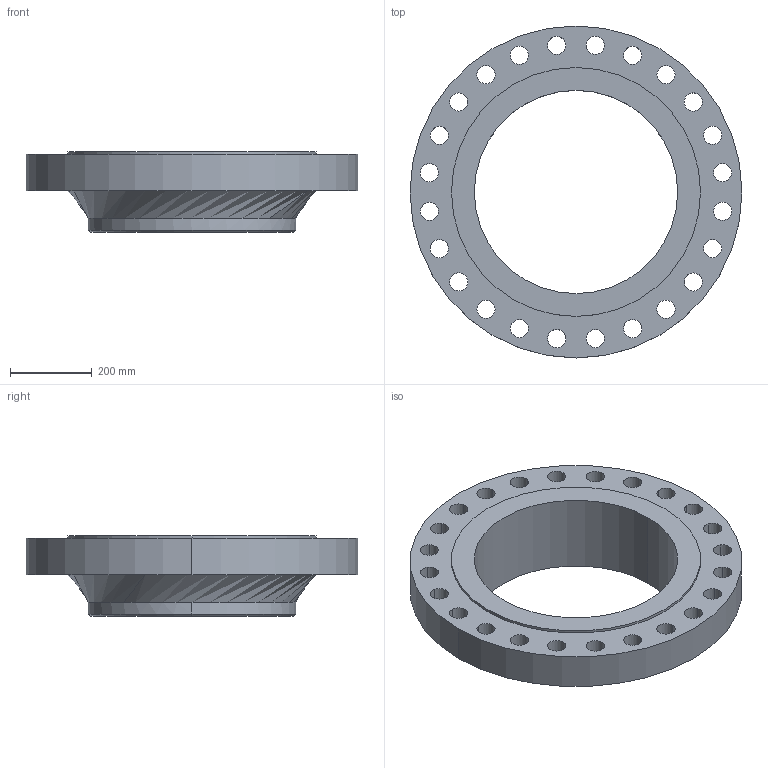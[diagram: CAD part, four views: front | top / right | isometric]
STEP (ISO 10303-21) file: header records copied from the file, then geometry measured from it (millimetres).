
FILE_DESCRIPTION (( 'STEP AP203' ), '1' );
FILE_NAME ('WNeck Flange 600-NPS20.STEP', '2025-05-13T17:07:06', '' );
FILE_SCHEMA (( 'CONFIG_CONTROL_DESIGN' ));
Length unit declared in the file: inch
Products named in the file (1): WNeck Flange 600-NPS20
Bounding box: 812.8 x 812.8 x 196.85 mm (x, y, z)
Volume: 29539442.1 mm3; surface area: 1527301.3 mm2
Topology: 1 solids, 1 shells, 63 faces, 176 edges, 116 vertices
Faces by surface type: cylinder 56, plane 3, cone 2, bspline 2
Entity records: 2289 total; most frequent: DIRECTION 414, CARTESIAN_POINT 384, ORIENTED_EDGE 352, AXIS2_PLACEMENT_3D 178, EDGE_CURVE 176, CIRCLE 116, VERTEX_POINT 116, EDGE_LOOP 114
